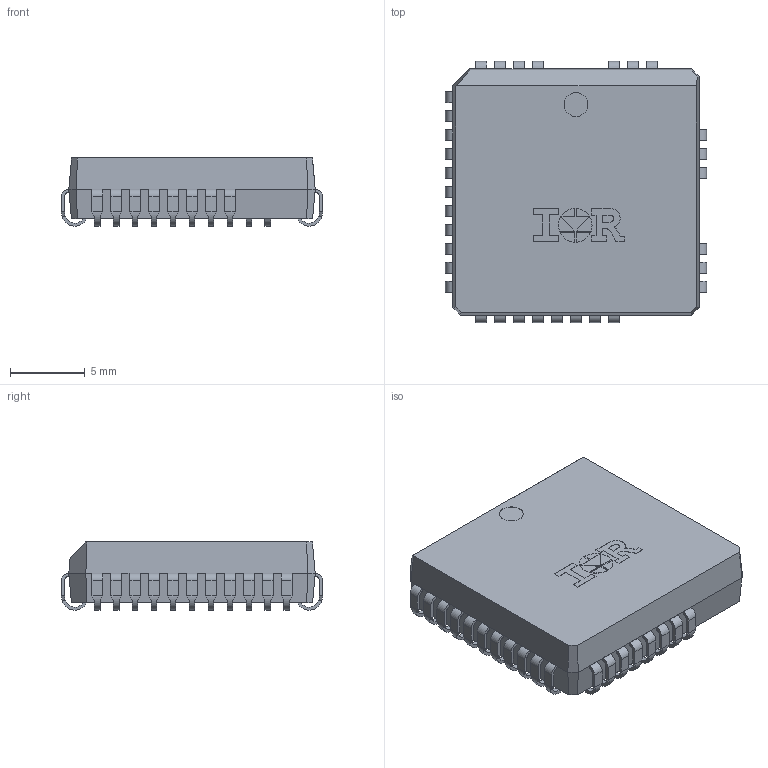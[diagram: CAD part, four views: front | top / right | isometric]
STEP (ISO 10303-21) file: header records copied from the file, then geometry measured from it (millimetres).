
FILE_DESCRIPTION(/* description */ (''),/* implementation_level */ '2;1');
FILE_NAME(/* name */ 'PG-LCC-32-900_Z8B00204434_V01_3D.stp',/* time_stamp */ '2022-03-18T15:57:38+05:00',/* author */ ('janartha'),/* organization */ (''),/* preprocessor_version */ 'ST-DEVELOPER v16.13',/* originating_system */ 'AutoCAD Mechanical',/* authorisation */ '');
FILE_SCHEMA (('AUTOMOTIVE_DESIGN { 1 0 10303 214 3 1 1 }'));
Length unit declared in the file: millimetre
Products named in the file (1): Product
Bounding box: 17.5 x 17.5 x 4.58 mm (x, y, z)
Volume: 1085 mm3; surface area: 1523.7 mm2
Topology: 41 solids, 41 shells, 545 faces, 1386 edges, 924 vertices
Faces by surface type: plane 399, cylinder 146
Full cylindrical faces by diameter (mm): 1.6 x2
Entity records: 16494 total; most frequent: DIRECTION 2896, CARTESIAN_POINT 2854, ORIENTED_EDGE 2768, EDGE_CURVE 1384, AXIS2_PLACEMENT_3D 966, LINE 964, VECTOR 964, VERTEX_POINT 924
